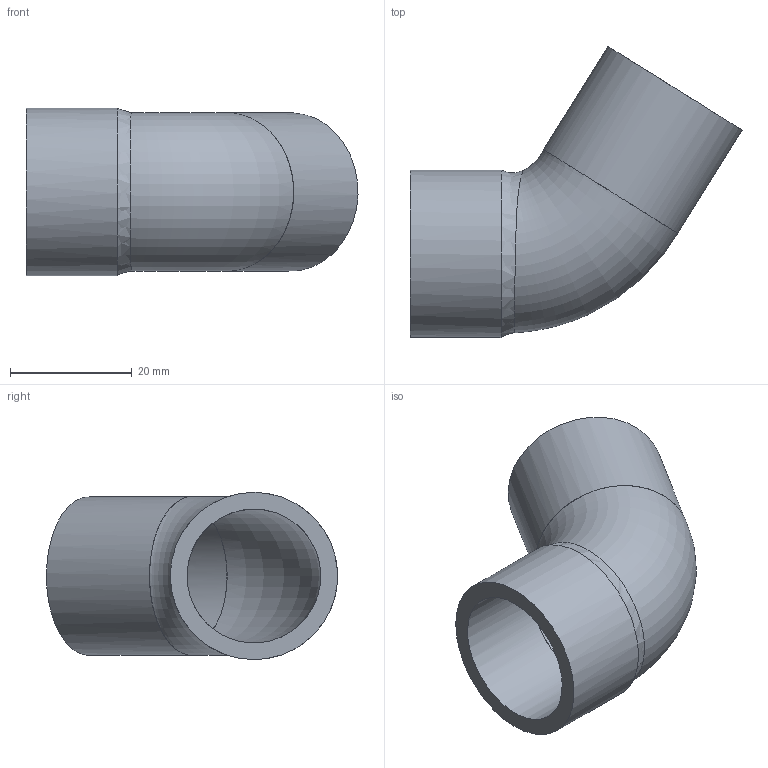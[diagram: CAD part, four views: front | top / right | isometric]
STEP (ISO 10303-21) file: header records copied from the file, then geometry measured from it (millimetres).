
FILE_DESCRIPTION(/* description */ (''),/* implementation_level */ '2;1');
FILE_NAME(/* name */ 'codo 22.stp',/* time_stamp */ '2020-03-28T17:02:02+01:00',/* author */ (''),/* organization */ (''),/* preprocessor_version */ 'ST-DEVELOPER v15.2',/* originating_system */ 'Autodesk Translator Framework v2.0.0.5431',/* authorisation */ '');
FILE_SCHEMA (('AUTOMOTIVE_DESIGN { 1 0 10303 214 3 1 1 }'));
Length unit declared in the file: centimetre
Products named in the file (1): cono hospital
Bounding box: 54.58 x 47.86 x 27.5 mm (x, y, z)
Volume: 9557.2 mm3; surface area: 9012.9 mm2
Topology: 1 solids, 1 shells, 19 faces, 41 edges, 24 vertices
Faces by surface type: plane 12, cylinder 4, torus 2, bspline 1
Full cylindrical faces by diameter (mm): 22 x2, 26 x1, 27.5 x1
Entity records: 734 total; most frequent: CARTESIAN_POINT 380, DIRECTION 70, ORIENTED_EDGE 58, AXIS2_PLACEMENT_3D 35, EDGE_CURVE 29, EDGE_LOOP 27, ADVANCED_FACE 19, FACE_OUTER_BOUND 18
